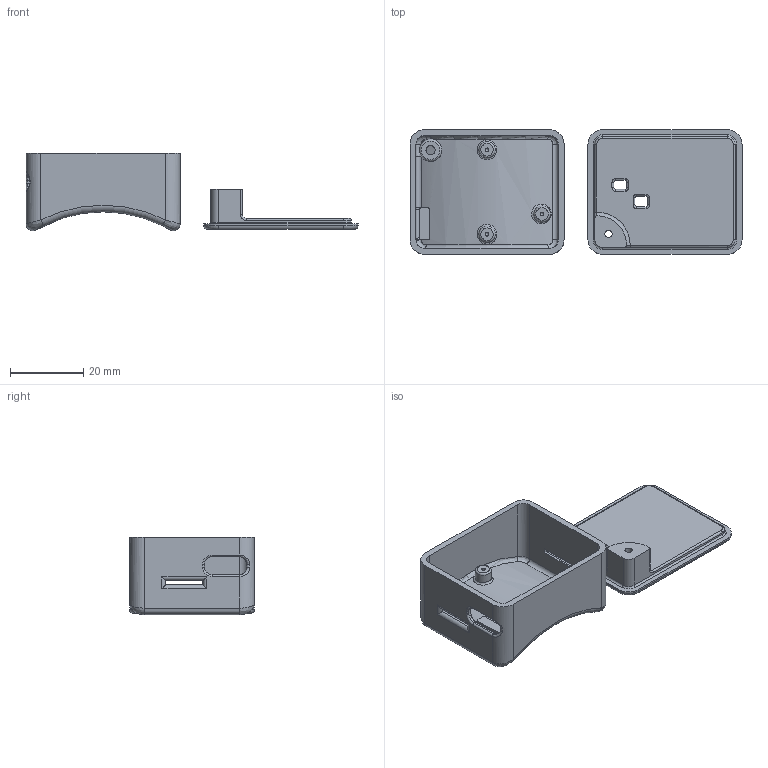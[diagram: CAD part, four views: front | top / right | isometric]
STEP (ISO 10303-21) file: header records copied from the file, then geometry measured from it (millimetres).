
FILE_DESCRIPTION(('FreeCAD Model'),'2;1');
FILE_NAME('Open CASCADE Shape Model','2025-09-30T16:07:33',(''),(''), 'Open CASCADE STEP processor 7.8','FreeCAD','Unknown');
FILE_SCHEMA(('AUTOMOTIVE_DESIGN { 1 0 10303 214 1 1 1 1 }'));
Length unit declared in the file: millimetre
Products named in the file (3): Unnamed; Hole001; Fillet014
Assembly tree (2 placements, depth 2):
  Unnamed
    Hole001
    Fillet014
Bounding box: 90.5 x 34 x 21.18 mm (x, y, z)
Volume: 4123.4 mm3; surface area: 11879.6 mm2
Topology: 1 solids, 3 shells, 232 faces, 558 edges, 320 vertices
Faces by surface type: cylinder 100, plane 52, torus 46, bspline 31, cone 3
Full cylindrical faces by diameter (mm): 1 x3, 2 x1, 2.5 x1, 4 x1, 4.4 x3, 6 x1
Entity records: 11740 total; most frequent: CARTESIAN_POINT 6576, ORIENTED_EDGE 1079, DIRECTION 1070, EDGE_CURVE 548, AXIS2_PLACEMENT_3D 425, VERTEX_POINT 321, FACE_BOUND 252, EDGE_LOOP 252
